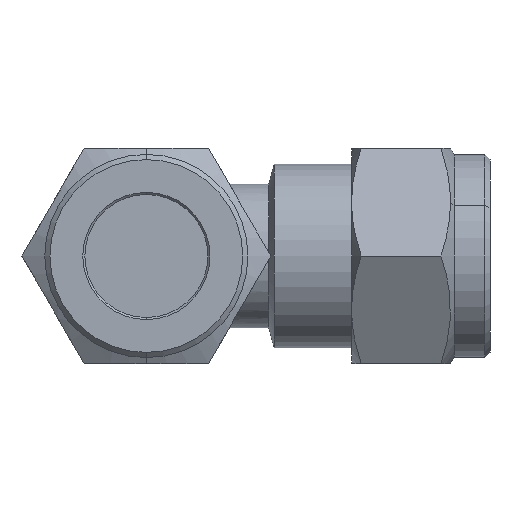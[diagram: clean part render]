
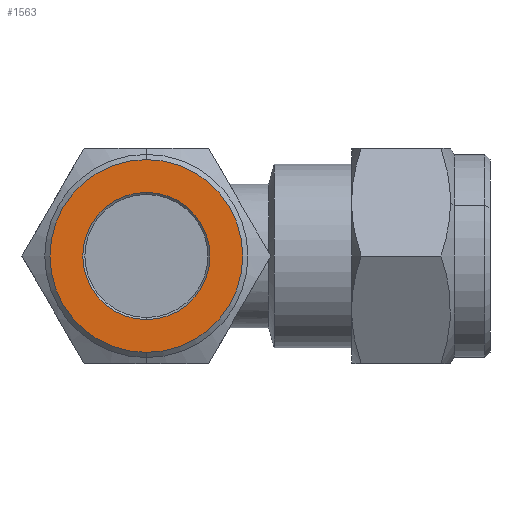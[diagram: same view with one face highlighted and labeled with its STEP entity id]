
A CAD part, left-side view. The second image highlights one B-rep face of the part: STEP entity #1563.
In plain terms, the highlighted planar face has unit normal (-1, 0, 0).
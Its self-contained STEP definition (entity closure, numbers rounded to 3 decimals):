
#25 = EDGE_CURVE ( 'NONE', #2959, #2960, #2090, .T. ) ;
#196 = EDGE_CURVE ( 'NONE', #2960, #2959, #2478, .T. ) ;
#197 = EDGE_CURVE ( 'NONE', #2986, #2989, #2471, .T. ) ;
#263 = AXIS2_PLACEMENT_3D ( 'NONE', #3094, #3095, #3096 ) ;
#739 = CIRCLE ( 'NONE', #1296, 6.2 ) ;
#761 = CARTESIAN_POINT ( 'NONE',  ( -33.5, 27., -6.2 ) ) ;
#764 = CARTESIAN_POINT ( 'NONE',  ( -33.5, 27., 6.2 ) ) ;
#963 = CARTESIAN_POINT ( 'NONE',  ( -33.5, 27., 0. ) ) ;
#964 = DIRECTION ( 'NONE',  ( 1., 0., 0. ) ) ;
#965 = DIRECTION ( 'NONE',  ( 0., 0., -1. ) ) ;
#1041 = AXIS2_PLACEMENT_3D ( 'NONE', #2714, #2715, #2716 ) ;
#1042 = AXIS2_PLACEMENT_3D ( 'NONE', #2719, #2720, #2721 ) ;
#1090 = AXIS2_PLACEMENT_3D ( 'NONE', #3563, #3562, #3567 ) ;
#1296 = AXIS2_PLACEMENT_3D ( 'NONE', #963, #964, #965 ) ;
#1563 = ADVANCED_FACE ( 'NONE', ( #2555, #2557 ), #3565, .T. ) ;
#1839 = CARTESIAN_POINT ( 'NONE',  ( -33.5, 27., 9.4 ) ) ;
#1840 = CARTESIAN_POINT ( 'NONE',  ( -33.5, 27., -9.4 ) ) ;
#2090 = CIRCLE ( 'NONE', #263, 9.4 ) ;
#2471 = CIRCLE ( 'NONE', #1042, 6.2 ) ;
#2478 = CIRCLE ( 'NONE', #1041, 9.4 ) ;
#2555 = FACE_OUTER_BOUND ( 'NONE', #3019, .T. ) ;
#2557 = FACE_BOUND ( 'NONE', #3017, .T. ) ;
#2714 = CARTESIAN_POINT ( 'NONE',  ( -33.5, 27., 0. ) ) ;
#2715 = DIRECTION ( 'NONE',  ( -1., 0., 0. ) ) ;
#2716 = DIRECTION ( 'NONE',  ( 0., 0., 1. ) ) ;
#2719 = CARTESIAN_POINT ( 'NONE',  ( -33.5, 27., 0. ) ) ;
#2720 = DIRECTION ( 'NONE',  ( 1., 0., 0. ) ) ;
#2721 = DIRECTION ( 'NONE',  ( 0., 0., -1. ) ) ;
#2915 = ORIENTED_EDGE ( 'NONE', *, *, #196, .T. ) ;
#2916 = ORIENTED_EDGE ( 'NONE', *, *, #25, .T. ) ;
#2917 = ORIENTED_EDGE ( 'NONE', *, *, #3843, .T. ) ;
#2918 = ORIENTED_EDGE ( 'NONE', *, *, #197, .T. ) ;
#2959 = VERTEX_POINT ( 'NONE', #1839 ) ;
#2960 = VERTEX_POINT ( 'NONE', #1840 ) ;
#2986 = VERTEX_POINT ( 'NONE', #761 ) ;
#2989 = VERTEX_POINT ( 'NONE', #764 ) ;
#3017 = EDGE_LOOP ( 'NONE', ( #2917, #2918 ) ) ;
#3019 = EDGE_LOOP ( 'NONE', ( #2915, #2916 ) ) ;
#3094 = CARTESIAN_POINT ( 'NONE',  ( -33.5, 27., 0. ) ) ;
#3095 = DIRECTION ( 'NONE',  ( -1., 0., 0. ) ) ;
#3096 = DIRECTION ( 'NONE',  ( 0., 0., 1. ) ) ;
#3562 = DIRECTION ( 'NONE',  ( -1., 0., 0. ) ) ;
#3563 = CARTESIAN_POINT ( 'NONE',  ( -33.5, 36.9, 0. ) ) ;
#3565 = PLANE ( 'NONE',  #1090 ) ;
#3567 = DIRECTION ( 'NONE',  ( 0., 0., 1. ) ) ;
#3843 = EDGE_CURVE ( 'NONE', #2989, #2986, #739, .T. ) ;
